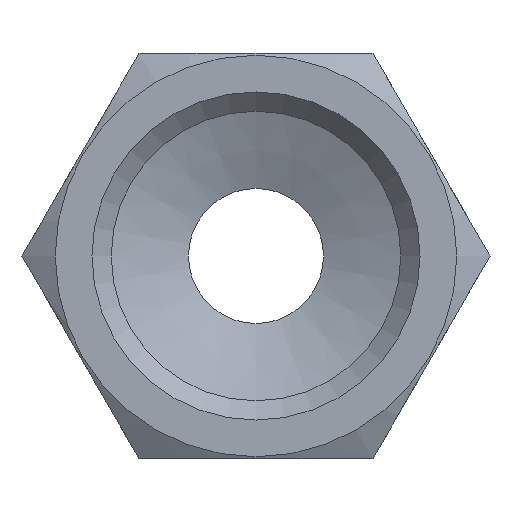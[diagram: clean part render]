
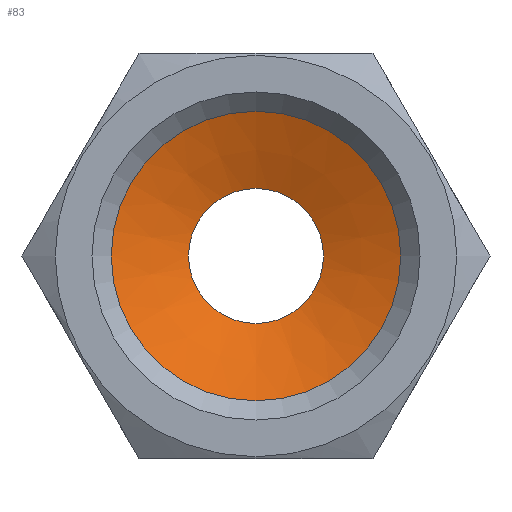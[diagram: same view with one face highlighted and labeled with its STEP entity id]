
A CAD part, front view. The second image highlights one B-rep face of the part: STEP entity #83.
In plain terms, the highlighted conical face has half-angle 68 degrees and reference radius 7.5 mm.
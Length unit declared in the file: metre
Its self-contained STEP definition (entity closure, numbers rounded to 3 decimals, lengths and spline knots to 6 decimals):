
#83 = ADVANCED_FACE( 'NONE', ( #181, #182 ), #183, .F. );
#181 = FACE_OUTER_BOUND( '', #290, .T. );
#182 = FACE_BOUND( '', #291, .T. );
#183 = CONICAL_SURFACE( '', #292, 0.0075, 1.187 );
#290 = EDGE_LOOP( '', ( #449 ) );
#291 = EDGE_LOOP( '', ( #450 ) );
#292 = AXIS2_PLACEMENT_3D( '', #451, #452, #453 );
#449 = ORIENTED_EDGE( '', *, *, #576, .T. );
#450 = ORIENTED_EDGE( '', *, *, #577, .T. );
#451 = CARTESIAN_POINT( '', ( 0., 0.0135, 0. ) );
#452 = DIRECTION( '', ( 0., -1., 0. ) );
#453 = DIRECTION( '', ( 0., 0., -1. ) );
#576 = EDGE_CURVE( 'NONE', #674, #674, #675, .T. );
#577 = EDGE_CURVE( 'NONE', #676, #676, #677, .T. );
#674 = VERTEX_POINT( '', #873 );
#675 = CIRCLE( '', #874, 0.0075 );
#676 = VERTEX_POINT( '', #875 );
#677 = CIRCLE( '', #876, 0.0035 );
#873 = CARTESIAN_POINT( '', ( 0., 0.0135, -0.0075 ) );
#874 = AXIS2_PLACEMENT_3D( '', #954, #955, #956 );
#875 = CARTESIAN_POINT( '', ( 0., 0.015116, -0.0035 ) );
#876 = AXIS2_PLACEMENT_3D( '', #957, #958, #959 );
#954 = CARTESIAN_POINT( '', ( 0., 0.0135, 0. ) );
#955 = DIRECTION( '', ( 0., -1., 0. ) );
#956 = DIRECTION( '', ( 0., 0., -1. ) );
#957 = CARTESIAN_POINT( '', ( 0., 0.015116, 0. ) );
#958 = DIRECTION( '', ( 0., 1., 0. ) );
#959 = DIRECTION( '', ( 0., 0., -1. ) );
